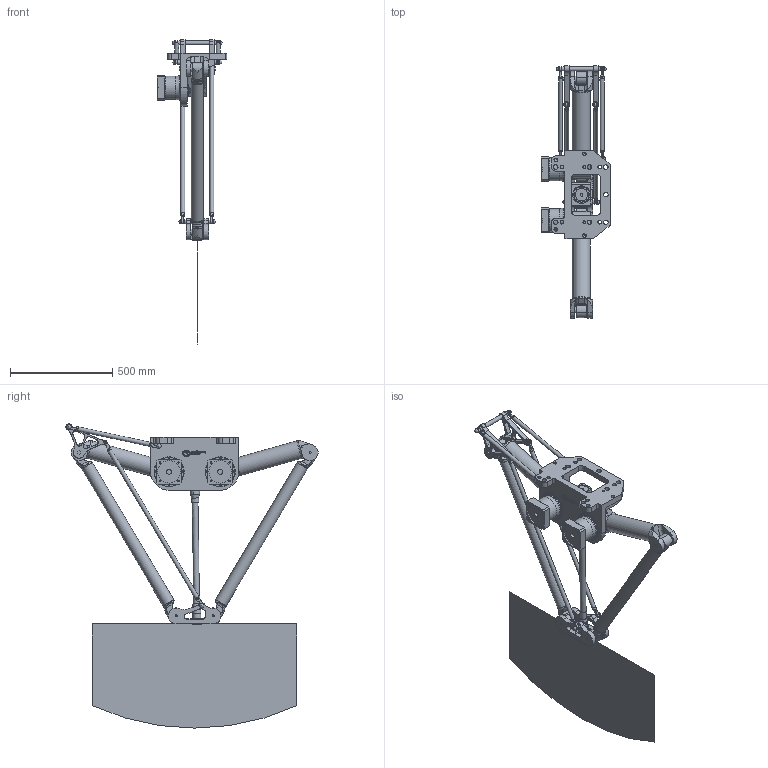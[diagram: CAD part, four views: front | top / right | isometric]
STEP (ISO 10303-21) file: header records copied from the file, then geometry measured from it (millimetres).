
FILE_DESCRIPTION(/* description */ (''),/* implementation_level */ '2;1');
FILE_NAME(/* name */ '3D-model_A_00903-T1.stp',/* time_stamp */ '2024-12-11T17:16:30+01:00',/* author */ ('michael.schutter'),/* organization */ ('Majatronic'),/* preprocessor_version */ 'ST-DEVELOPER v19.2',/* originating_system */ 'Autodesk Inventor 2023',/* authorisation */ '');
FILE_SCHEMA (('CONFIG_CONTROL_DESIGN'));
Products named in the file (17): A_00903-T1_DUMMY; MT_BGR00020908; MT_WST00065198; MT_WST00055121MT_WST; MT_WST00066994MT_WST; MT_WST00068499MT_WST; MT_WST00061011MT_WST; MT_WST00061012MT_WST; MT_WST00061013MT_WST; MT_WST00101308; MT_WST00060925MT_WST; MT_WST00061015MT_WST; MT_WST00061014MT_WST; MT_WST00063605MT_WST; MT_WST00068734MT_WST; MT_WST00068491MT_WST; MT_WST00060996MT_WST
Assembly tree (20 placements, depth 3):
  A_00903-T1_DUMMY
    MT_BGR00020908
      MT_WST00065198
      MT_WST00055121MT_WST  x2
      MT_WST00066994MT_WST
      MT_WST00068499MT_WST
    MT_WST00061011MT_WST
    MT_WST00061012MT_WST
    MT_WST00061013MT_WST  x2
    MT_WST00101308
    MT_WST00060925MT_WST
    MT_WST00061014MT_WST  x2
    MT_WST00061015MT_WST  x2
    MT_WST00063605MT_WST
    MT_WST00068734MT_WST
    MT_WST00068491MT_WST
    MT_WST00060996MT_WST
Bounding box: 342 x 1233.79 x 1488.58 mm (x, y, z)
Volume: 23732864 mm3; surface area: 3061532.5 mm2
Topology: 21 solids, 21 shells, 2259 faces, 5265 edges, 3378 vertices
Faces by surface type: plane 1067, cylinder 756, cone 325, torus 75, bspline 26, sphere 10
Full cylindrical faces by diameter (mm): 4 x16, 4.134 x6, 4.35 x8, 4.5 x8, 4.917 x16, 5 x38, 5.5 x32, 6 x1, 6.647 x38, 7 x8, 8 x26, 8.5 x32, 10 x36, 10.106 x1, 12 x5, 14 x2, 15 x5, 17.294 x8, 18 x16, 19.8 x8, 20 x29, 22 x7, 24 x2, 25 x2, 28 x1, 32 x8, 33 x1, 35 x1, 40 x8, 44 x2
Entity records: 61764 total; most frequent: CARTESIAN_POINT 14515, DIRECTION 10006, ORIENTED_EDGE 8938, EDGE_CURVE 4469, AXIS2_PLACEMENT_3D 3739, VERTEX_POINT 2902, LINE 2528, VECTOR 2528
